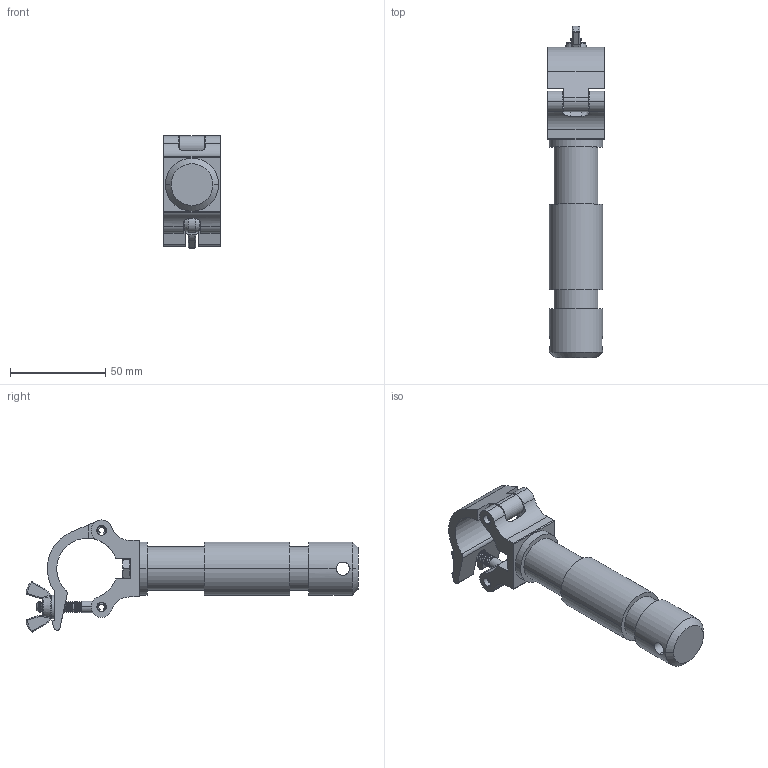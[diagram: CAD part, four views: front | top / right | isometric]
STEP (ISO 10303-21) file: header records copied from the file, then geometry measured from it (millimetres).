
FILE_DESCRIPTION (( 'STEP AP203' ), '1' );
FILE_NAME ('T58856 & T5885601.STEP', '2018-08-13T11:12:14', ( '' ), ( '' ), 'SwSTEP 2.0', 'SolidWorks 2016', '' );
FILE_SCHEMA (( 'CONFIG_CONTROL_DESIGN' ));
Length unit declared in the file: millimetre
Products named in the file (12): F771; T78010_Spaced for T58800; TH1821; TH1248; TH2012; F880_F880 M6 Wing Nut; TH321_TH321; TH320_TH320; TH2011_30MM WIDE; A Washer_Bright washer BS 4320 - M6 (Form A); T58856 & T5885601; Hex Screw GradeC_Doughty Fastners_ISO 4018 - M6 x 25-WS
Assembly tree (12 placements, depth 3):
  T58856 & T5885601
    TH320_TH320
      TH2012
    TH321_TH321
      TH2011_30MM WIDE
    T78010_Spaced for T58800
      TH1821
      F880_F880 M6 Wing Nut
      A Washer_Bright washer BS 4320 - M6 (Form A)
    F771  x2
    Hex Screw GradeC_Doughty Fastners_ISO 4018 - M6 x 25-WS
    TH1248
Bounding box: 29.9 x 174.71 x 58.97 mm (x, y, z)
Volume: 88825.1 mm3; surface area: 28634.9 mm2
Topology: 9 solids, 9 shells, 728 faces, 1678 edges, 981 vertices
Faces by surface type: cone 270, torus 168, cylinder 158, plane 96, bspline 36
Entity records: 22408 total; most frequent: CARTESIAN_POINT 4663, DIRECTION 3878, ORIENTED_EDGE 3260, AXIS2_PLACEMENT_3D 1674, EDGE_CURVE 1630, CIRCLE 980, VERTEX_POINT 957, EDGE_LOOP 755
